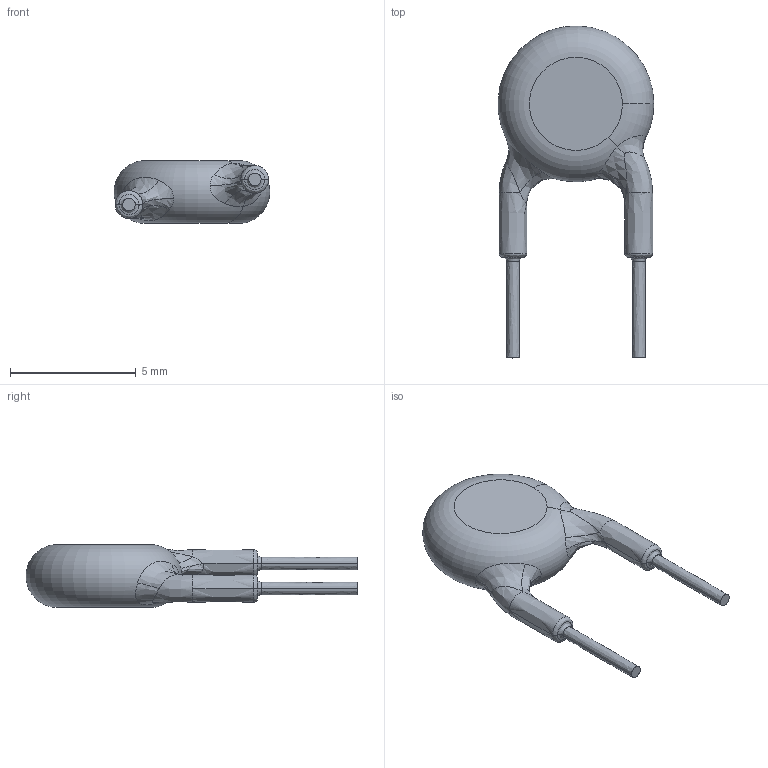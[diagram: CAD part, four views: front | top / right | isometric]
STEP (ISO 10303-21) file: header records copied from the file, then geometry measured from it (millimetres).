
FILE_DESCRIPTION((''),'2;1');
FILE_NAME('CDISK_P5X1_D6-2_TH2-5','2019-02-11T',('Dragos'),(''),'PRO/ENGINEER BY PARAMETRIC TECHNOLOGY CORPORATION, 2004440','PRO/ENGINEER BY PARAMETRIC TECHNOLOGY CORPORATION, 2004440','');
FILE_SCHEMA(('AUTOMOTIVE_DESIGN { 1 0 10303 214 1 1 1 1 }'));
Length unit declared in the file: millimetre
Products named in the file (1): CDISK_P5X1_D6-2_TH2-5
Bounding box: 6.19 x 13.2 x 2.5 mm (x, y, z)
Volume: 73.8 mm3; surface area: 126.6 mm2
Topology: 1 solids, 1 shells, 34 faces, 93 edges, 69 vertices
Faces by surface type: bspline 28, plane 4, torus 2
Entity records: 3469 total; most frequent: CARTESIAN_POINT 2349, ORIENTED_EDGE 148, PRESENTATION_STYLE_ASSIGNMENT 107, STYLED_ITEM 101, CURVE_STYLE 100, DIRECTION 77, EDGE_CURVE 74, B_SPLINE_CURVE_WITH_KNOTS 51
